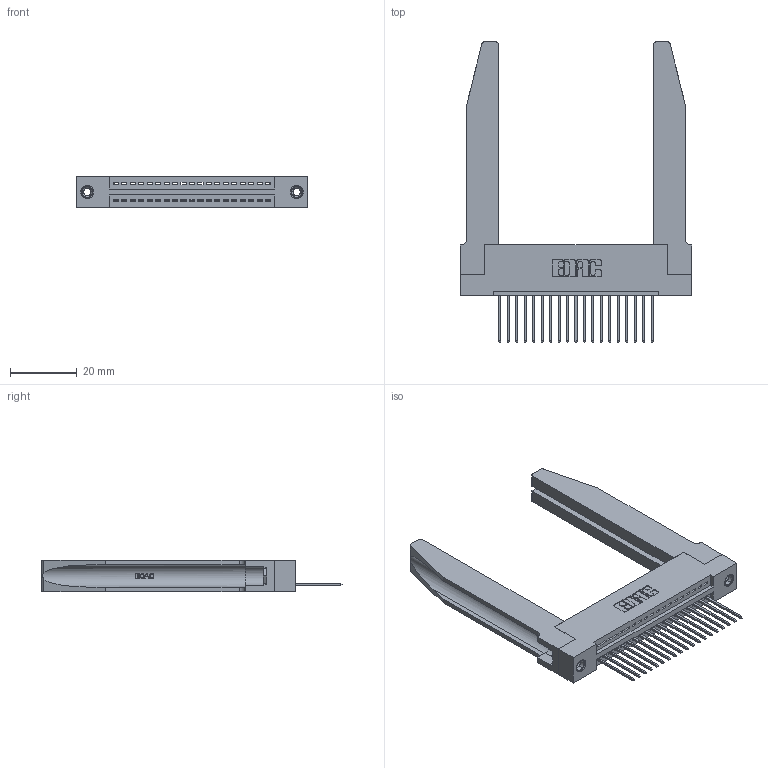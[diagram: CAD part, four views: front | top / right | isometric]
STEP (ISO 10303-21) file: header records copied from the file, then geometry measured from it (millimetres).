
FILE_DESCRIPTION (( 'STEP AP203' ), '1' );
FILE_NAME ('345-019-540-178.STEP', '2019-10-04T19:08:13', ( '' ), ( '' ), 'SwSTEP 2.0', 'SolidWorks 2016', '' );
FILE_SCHEMA (( 'CONFIG_CONTROL_DESIGN' ));
Length unit declared in the file: inch
Products named in the file (5): 345 Part_Flush Mounting Lugs - 0.156 Dia-TH; 345-220-078_345-220-078; 345-292-001_345-293-140; 345-019-540-178; 345-250-001_345-250-001-102
Assembly tree (24 placements, depth 2):
  345-019-540-178
    345 Part_Flush Mounting Lugs - 0.156 Dia-TH
    345-292-001_345-293-140  x19
    345-250-001_345-250-001-102  x2
    345-220-078_345-220-078  x2
Bounding box: 69.49 x 90.09 x 9.4 mm (x, y, z)
Volume: 14208.5 mm3; surface area: 15273.6 mm2
Topology: 24 solids, 24 shells, 1462 faces, 4293 edges, 2826 vertices
Faces by surface type: plane 982, cylinder 428, bspline 36, cone 12, torus 4
Entity records: 22154 total; most frequent: CARTESIAN_POINT 4736, ORIENTED_EDGE 3586, DIRECTION 3177, EDGE_CURVE 1793, LINE 1491, VECTOR 1491, VERTEX_POINT 1188, AXIS2_PLACEMENT_3D 843
